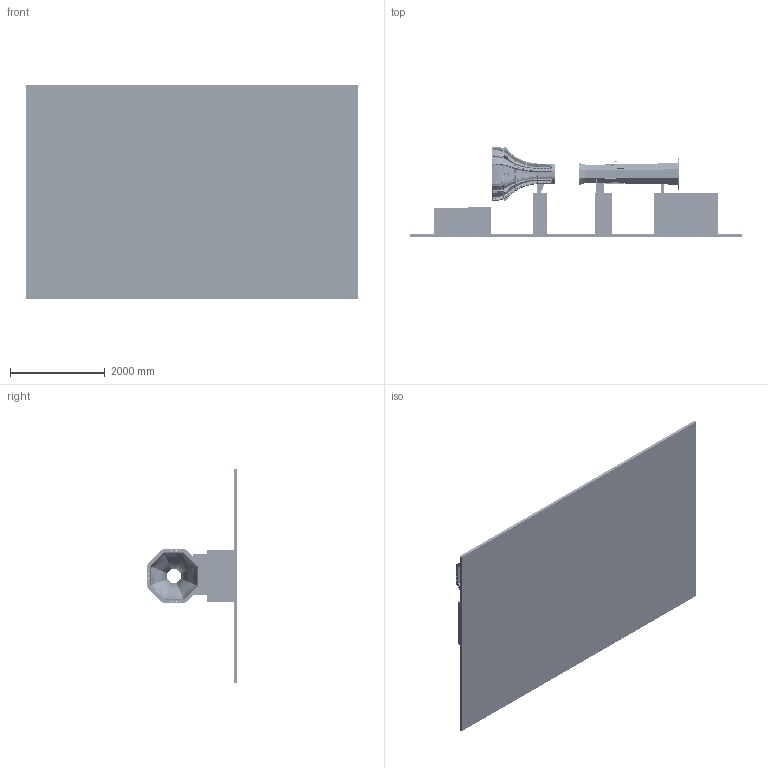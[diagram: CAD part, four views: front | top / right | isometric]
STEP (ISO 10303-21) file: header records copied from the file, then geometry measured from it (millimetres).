
FILE_DESCRIPTION((''),'2;1');
FILE_NAME('小型低�2012-11-30T10:35:45','2012-11-30T10:35:45',('okuizumi'),(''),'Autodesk Inventor 2011','Autodesk Inventor 2011','');
FILE_SCHEMA(('AUTOMOTIVE_DESIGN { 1 0 10303 214 1 1 1 1 }'));
Length unit declared in the file: metre
Products named in the file (126): 小型低乱調風洞 (開放_コレクタ1); 測定部台座; 測定部台座A; 測定部台座A_01; 測定部台座A_02; 測定部台座A_02_1; 測定部台座A_03; 測定部台座A_03_1; 110x110x260; 測定部台座B; 測定部台座B_01-1; 測定部台座B_02; 測定部台座B_02_1; 測定部台座B_03; 測定部台座B_03_1; 110x110x190; 測定部台座C; 測定部台座C_01; 測定部台座C_02; 測定部台座C_02_1; 測定部台座C_03; 測定部台座C_03_1; 測定部台座D; 測定部台座D_01; 測定部台座D_02; 測定部台座D_02_1; 測定部台座D_03; 測定部台座D_03_1; GL; anchor_bolt; 縮流管ベース; 001-01; 001-02; efuser; Continuous Thread Hexagon Head Bolt_A_JIS(JIS B 1180 Cont; JIS B 1180 Continuous thread hexagon head bolt A M20 x 55; Hexagon Nut_1_JIS(JIS B 1181 Hexagon nut - Class 1 Finish; JIS B 1180 Continuous thread hexagon head bolt A M16 x 60; JIS B 1180 Continuous thread hexagon head bolt A M16 x 80; JIS B 1181 Hexagon nut - Class 1 Finished M16 --N ...
Assembly tree (560 placements, depth 4):
  小型低乱調風洞 (開放_コレクタ1)
    測定部台座
      測定部台座A
        測定部台座A_01
        測定部台座A_02
        測定部台座A_02_1
        測定部台座A_03
        測定部台座A_03_1
        110x110x260  x2
      測定部台座B
        測定部台座B_01-1
        測定部台座B_02
        測定部台座B_02_1
        測定部台座B_03
        測定部台座B_03_1
        110x110x190
      測定部台座C
        測定部台座C_01
        測定部台座C_02
        測定部台座C_02_1
        測定部台座C_03
        測定部台座C_03_1
        110x110x190  x2
      測定部台座D
        測定部台座D_01
        測定部台座D_02
        測定部台座D_02_1
        測定部台座D_03
        測定部台座D_03_1
        110x110x190  x2
      GL
      anchor_bolt  x25
    縮流管ベース
      001-01
      001-02  x7
      efuser
      Continuous Thread Hexagon Head Bolt_A_JIS(JIS B 1180 Cont  x128
      JIS B 1180 Continuous thread hexagon head bolt A M20 x 55  x8
      Hexagon Nut_1_JIS(JIS B 1181 Hexagon nut - Class 1 Finish  x136
    JIS B 1180 Continuous thread hexagon head bolt A M16 x 60  x8
    JIS B 1180 Continuous thread hexagon head bolt A M16 x 80  x8
    JIS B 1181 Hexagon nut - Class 1 Finished M16 --N  x4
    JIS B 1181 Hexagon nut - Class 1 Finished M16x1.5 --N  x4
    L2103(cover_off)
      Part1
      Part1_1
      Part1_2
      Part1_3
      Part1_4
      Part1_5
      Part1_6
      Part1_7
      Part1_8
      Part1_9
      Part1_10
      Part1_11
      Part1_12
      Part1_13
      Part1_14
      Part1_15
Bounding box: 6995 x 1900 x 4490 mm (x, y, z)
Volume: 2581083149.9 mm3; surface area: 110916439.9 mm2
Topology: 553 solids, 553 shells, 12479 faces, 28034 edges, 16950 vertices
Faces by surface type: plane 6182, cone 2440, bspline 1663, cylinder 1528, torus 376, sphere 290
Full cylindrical faces by diameter (mm): 4 x112, 5 x112, 7 x112, 10.8 x2, 12 x25, 14 x4, 14.5 x4, 15 x85, 16 x62, 17.5 x136, 18 x16, 19 x240, 20 x272, 24 x16, 30 x136, 680 x1
Entity records: 96587 total; most frequent: CARTESIAN_POINT 53341, DIRECTION 7635, ORIENTED_EDGE 7626, EDGE_CURVE 3813, AXIS2_PLACEMENT_3D 2985, VERTEX_POINT 2570, EDGE_LOOP 2503, FACE_OUTER_BOUND 1750
